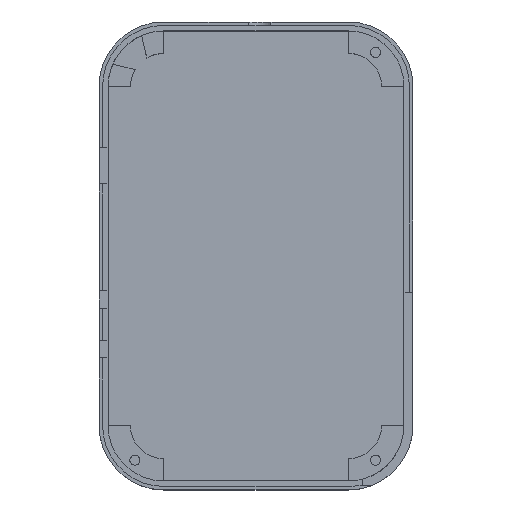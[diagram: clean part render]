
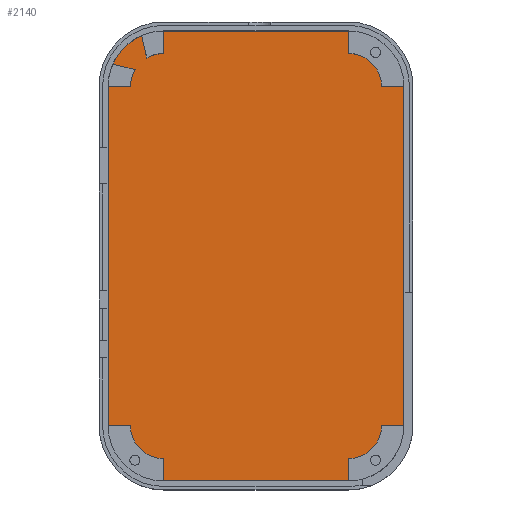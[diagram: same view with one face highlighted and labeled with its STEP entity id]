
A CAD part, top view. The second image highlights one B-rep face of the part: STEP entity #2140.
In plain terms, the highlighted planar face has unit normal (0, 0, 1).
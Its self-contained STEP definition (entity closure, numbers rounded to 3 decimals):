
#1256 = VERTEX_POINT('',#1257);
#1257 = CARTESIAN_POINT('',(-26.4,-30.25,1.65));
#1263 = EDGE_CURVE('',#1264,#1256,#1266,.T.);
#1264 = VERTEX_POINT('',#1265);
#1265 = CARTESIAN_POINT('',(-26.4,30.25,1.65));
#1266 = LINE('',#1267,#1268);
#1267 = CARTESIAN_POINT('',(-26.4,30.25,1.65));
#1268 = VECTOR('',#1269,1.);
#1269 = DIRECTION('',(0.,-1.,0.));
#2054 = EDGE_CURVE('',#2055,#2057,#2059,.T.);
#2055 = VERTEX_POINT('',#2056);
#2056 = CARTESIAN_POINT('',(-20.418,39.342,1.65));
#2057 = VERTEX_POINT('',#2058);
#2058 = CARTESIAN_POINT('',(-25.556,34.25,1.65));
#2059 = CIRCLE('',#2060,9.9);
#2060 = AXIS2_PLACEMENT_3D('',#2061,#2062,#2063);
#2061 = CARTESIAN_POINT('',(-16.5,30.25,1.65));
#2062 = DIRECTION('',(0.,0.,1.));
#2063 = DIRECTION('',(1.,0.,0.));
#2113 = EDGE_CURVE('',#1264,#2114,#2116,.T.);
#2114 = VERTEX_POINT('',#2115);
#2115 = CARTESIAN_POINT('',(-22.4,30.25,1.65));
#2116 = LINE('',#2117,#2118);
#2117 = CARTESIAN_POINT('',(-11.2,30.25,1.65));
#2118 = VECTOR('',#2119,1.);
#2119 = DIRECTION('',(1.,0.,0.));
#2140 = ADVANCED_FACE('',(#2141),#2283,.T.);
#2141 = FACE_BOUND('',#2142,.T.);
#2142 = EDGE_LOOP('',(#2143,#2144,#2145,#2153,#2162,#2170,#2178,#2186,
    #2195,#2203,#2211,#2219,#2228,#2236,#2244,#2252,#2261,#2267,#2268,
    #2276));
#2143 = ORIENTED_EDGE('',*,*,#2113,.F.);
#2144 = ORIENTED_EDGE('',*,*,#1263,.T.);
#2145 = ORIENTED_EDGE('',*,*,#2146,.T.);
#2146 = EDGE_CURVE('',#1256,#2147,#2149,.T.);
#2147 = VERTEX_POINT('',#2148);
#2148 = CARTESIAN_POINT('',(-22.4,-30.25,1.65));
#2149 = LINE('',#2150,#2151);
#2150 = CARTESIAN_POINT('',(-11.2,-30.25,1.65));
#2151 = VECTOR('',#2152,1.);
#2152 = DIRECTION('',(1.,0.,0.));
#2153 = ORIENTED_EDGE('',*,*,#2154,.F.);
#2154 = EDGE_CURVE('',#2155,#2147,#2157,.T.);
#2155 = VERTEX_POINT('',#2156);
#2156 = CARTESIAN_POINT('',(-16.5,-36.15,1.65));
#2157 = CIRCLE('',#2158,5.9);
#2158 = AXIS2_PLACEMENT_3D('',#2159,#2160,#2161);
#2159 = CARTESIAN_POINT('',(-16.5,-30.25,1.65));
#2160 = DIRECTION('',(0.,0.,-1.));
#2161 = DIRECTION('',(1.,0.,0.));
#2162 = ORIENTED_EDGE('',*,*,#2163,.F.);
#2163 = EDGE_CURVE('',#2164,#2155,#2166,.T.);
#2164 = VERTEX_POINT('',#2165);
#2165 = CARTESIAN_POINT('',(-16.5,-40.15,1.65));
#2166 = LINE('',#2167,#2168);
#2167 = CARTESIAN_POINT('',(-16.5,-18.075,1.65));
#2168 = VECTOR('',#2169,1.);
#2169 = DIRECTION('',(0.,1.,0.));
#2170 = ORIENTED_EDGE('',*,*,#2171,.T.);
#2171 = EDGE_CURVE('',#2164,#2172,#2174,.T.);
#2172 = VERTEX_POINT('',#2173);
#2173 = CARTESIAN_POINT('',(16.5,-40.15,1.65));
#2174 = LINE('',#2175,#2176);
#2175 = CARTESIAN_POINT('',(-16.5,-40.15,1.65));
#2176 = VECTOR('',#2177,1.);
#2177 = DIRECTION('',(1.,0.,0.));
#2178 = ORIENTED_EDGE('',*,*,#2179,.T.);
#2179 = EDGE_CURVE('',#2172,#2180,#2182,.T.);
#2180 = VERTEX_POINT('',#2181);
#2181 = CARTESIAN_POINT('',(16.5,-36.15,1.65));
#2182 = LINE('',#2183,#2184);
#2183 = CARTESIAN_POINT('',(16.5,-18.075,1.65));
#2184 = VECTOR('',#2185,1.);
#2185 = DIRECTION('',(0.,1.,0.));
#2186 = ORIENTED_EDGE('',*,*,#2187,.F.);
#2187 = EDGE_CURVE('',#2188,#2180,#2190,.T.);
#2188 = VERTEX_POINT('',#2189);
#2189 = CARTESIAN_POINT('',(22.4,-30.25,1.65));
#2190 = CIRCLE('',#2191,5.9);
#2191 = AXIS2_PLACEMENT_3D('',#2192,#2193,#2194);
#2192 = CARTESIAN_POINT('',(16.5,-30.25,1.65));
#2193 = DIRECTION('',(0.,0.,-1.));
#2194 = DIRECTION('',(1.,0.,0.));
#2195 = ORIENTED_EDGE('',*,*,#2196,.F.);
#2196 = EDGE_CURVE('',#2197,#2188,#2199,.T.);
#2197 = VERTEX_POINT('',#2198);
#2198 = CARTESIAN_POINT('',(26.4,-30.25,1.65));
#2199 = LINE('',#2200,#2201);
#2200 = CARTESIAN_POINT('',(11.2,-30.25,1.65));
#2201 = VECTOR('',#2202,1.);
#2202 = DIRECTION('',(-1.,0.,0.));
#2203 = ORIENTED_EDGE('',*,*,#2204,.T.);
#2204 = EDGE_CURVE('',#2197,#2205,#2207,.T.);
#2205 = VERTEX_POINT('',#2206);
#2206 = CARTESIAN_POINT('',(26.4,30.25,1.65));
#2207 = LINE('',#2208,#2209);
#2208 = CARTESIAN_POINT('',(26.4,-30.25,1.65));
#2209 = VECTOR('',#2210,1.);
#2210 = DIRECTION('',(0.,1.,0.));
#2211 = ORIENTED_EDGE('',*,*,#2212,.F.);
#2212 = EDGE_CURVE('',#2213,#2205,#2215,.T.);
#2213 = VERTEX_POINT('',#2214);
#2214 = CARTESIAN_POINT('',(22.4,30.25,1.65));
#2215 = LINE('',#2216,#2217);
#2216 = CARTESIAN_POINT('',(13.2,30.25,1.65));
#2217 = VECTOR('',#2218,1.);
#2218 = DIRECTION('',(1.,0.,0.));
#2219 = ORIENTED_EDGE('',*,*,#2220,.F.);
#2220 = EDGE_CURVE('',#2221,#2213,#2223,.T.);
#2221 = VERTEX_POINT('',#2222);
#2222 = CARTESIAN_POINT('',(16.5,36.15,1.65));
#2223 = CIRCLE('',#2224,5.9);
#2224 = AXIS2_PLACEMENT_3D('',#2225,#2226,#2227);
#2225 = CARTESIAN_POINT('',(16.5,30.25,1.65));
#2226 = DIRECTION('',(0.,0.,-1.));
#2227 = DIRECTION('',(1.,0.,0.));
#2228 = ORIENTED_EDGE('',*,*,#2229,.T.);
#2229 = EDGE_CURVE('',#2221,#2230,#2232,.T.);
#2230 = VERTEX_POINT('',#2231);
#2231 = CARTESIAN_POINT('',(16.5,40.15,1.65));
#2232 = LINE('',#2233,#2234);
#2233 = CARTESIAN_POINT('',(16.5,20.075,1.65));
#2234 = VECTOR('',#2235,1.);
#2235 = DIRECTION('',(0.,1.,0.));
#2236 = ORIENTED_EDGE('',*,*,#2237,.T.);
#2237 = EDGE_CURVE('',#2230,#2238,#2240,.T.);
#2238 = VERTEX_POINT('',#2239);
#2239 = CARTESIAN_POINT('',(-16.5,40.15,1.65));
#2240 = LINE('',#2241,#2242);
#2241 = CARTESIAN_POINT('',(16.5,40.15,1.65));
#2242 = VECTOR('',#2243,1.);
#2243 = DIRECTION('',(-1.,0.,0.));
#2244 = ORIENTED_EDGE('',*,*,#2245,.F.);
#2245 = EDGE_CURVE('',#2246,#2238,#2248,.T.);
#2246 = VERTEX_POINT('',#2247);
#2247 = CARTESIAN_POINT('',(-16.5,36.15,1.65));
#2248 = LINE('',#2249,#2250);
#2249 = CARTESIAN_POINT('',(-16.5,20.075,1.65));
#2250 = VECTOR('',#2251,1.);
#2251 = DIRECTION('',(0.,1.,0.));
#2252 = ORIENTED_EDGE('',*,*,#2253,.F.);
#2253 = EDGE_CURVE('',#2254,#2246,#2256,.T.);
#2254 = VERTEX_POINT('',#2255);
#2255 = CARTESIAN_POINT('',(-19.5,35.33,1.65));
#2256 = CIRCLE('',#2257,5.9);
#2257 = AXIS2_PLACEMENT_3D('',#2258,#2259,#2260);
#2258 = CARTESIAN_POINT('',(-16.5,30.25,1.65));
#2259 = DIRECTION('',(0.,0.,-1.));
#2260 = DIRECTION('',(1.,0.,0.));
#2261 = ORIENTED_EDGE('',*,*,#2262,.T.);
#2262 = EDGE_CURVE('',#2254,#2055,#2263,.T.);
#2263 = LINE('',#2264,#2265);
#2264 = CARTESIAN_POINT('',(-15.635,18.43,1.65));
#2265 = VECTOR('',#2266,1.);
#2266 = DIRECTION('',(-0.223,0.975,0.));
#2267 = ORIENTED_EDGE('',*,*,#2054,.T.);
#2268 = ORIENTED_EDGE('',*,*,#2269,.F.);
#2269 = EDGE_CURVE('',#2270,#2057,#2272,.T.);
#2270 = VERTEX_POINT('',#2271);
#2271 = CARTESIAN_POINT('',(-21.58,33.25,1.65));
#2272 = LINE('',#2273,#2274);
#2273 = CARTESIAN_POINT('',(-9.487,30.208,1.65));
#2274 = VECTOR('',#2275,1.);
#2275 = DIRECTION('',(-0.97,0.244,0.));
#2276 = ORIENTED_EDGE('',*,*,#2277,.F.);
#2277 = EDGE_CURVE('',#2114,#2270,#2278,.T.);
#2278 = CIRCLE('',#2279,5.9);
#2279 = AXIS2_PLACEMENT_3D('',#2280,#2281,#2282);
#2280 = CARTESIAN_POINT('',(-16.5,30.25,1.65));
#2281 = DIRECTION('',(0.,0.,-1.));
#2282 = DIRECTION('',(1.,0.,0.));
#2283 = PLANE('',#2284);
#2284 = AXIS2_PLACEMENT_3D('',#2285,#2286,#2287);
#2285 = CARTESIAN_POINT('',(0.,0.,1.65));
#2286 = DIRECTION('',(0.,0.,1.));
#2287 = DIRECTION('',(1.,0.,0.));
